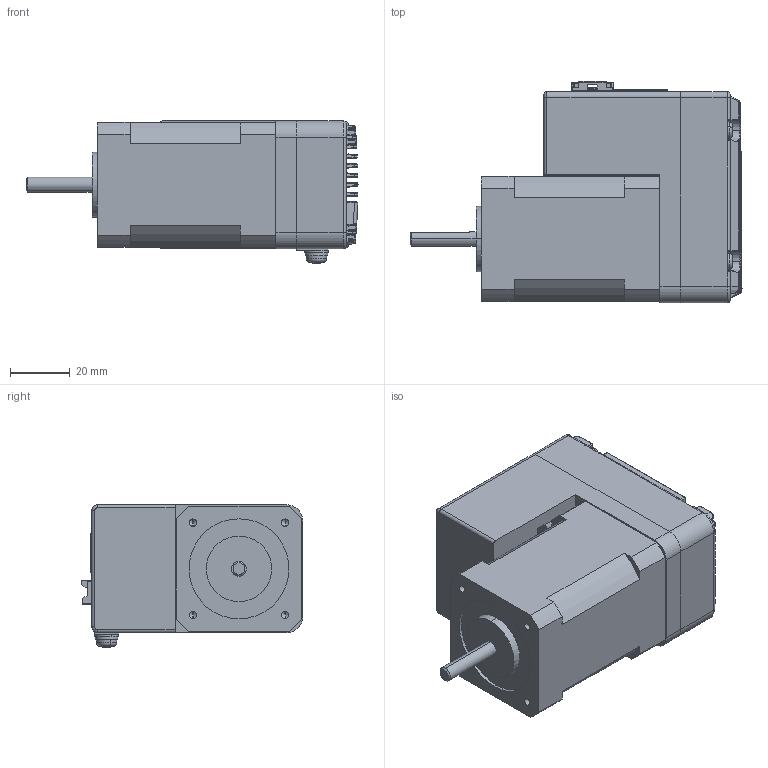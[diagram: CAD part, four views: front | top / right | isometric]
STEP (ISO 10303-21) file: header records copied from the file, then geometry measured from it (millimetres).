
FILE_DESCRIPTION (( 'STEP AP203' ), '1' );
FILE_NAME ('P119-MO-042-06-R01.STEP', '2020-04-28T11:19:14', ( '' ), ( '' ), 'SwSTEP 2.0', 'SolidWorks 2018', '' );
FILE_SCHEMA (( 'CONFIG_CONTROL_DESIGN' ));
Length unit declared in the file: millimetre
Products named in the file (29): 877601016; 5016451220; 42EC-PCB2-01; 09455511103_100183220MOD000B; small circular plain washer_jis_JIS B 1256 Small circular 4; M119-EC-042-01-R00; spring lock washer_2_jis_JIS B 1251 No.2 4; pan cross head_ks_KS 1023 PC- M4 x 6-N; M117-MO-042-04-R01_湀_; M119-EC-042-04-R00; 瞪錳薄樓醴喀攪-4; P119-MO-042-06-R01; sams; 瞪錳薄樓醴喀攪-1; 20PS-JMCS-G-1B-TF(N); pan cross head_ks_KS 1023 PC- M3 x 25-N; 瞪錳薄樓醴喀攪-5; KMG; 791091004; 42EC-PCB4-03; 瞪錳蕾樓攪喀攪; 瞪錳薄樓醴喀攪-3; M119-EC-042-02-R02; 瞪錳薄樓醴喀攪-2; 20R-JMCS-G-B-TF(NSA); 42EC-PCB1-01; pan cross head_ks_KS 1023 PC- M3 x 20-N; M119-EC-042-05-R00; 42EC-PCB5-03
Assembly tree (35 placements, depth 3):
  P119-MO-042-06-R01
    M119-EC-042-02-R02
    pan cross head_ks_KS 1023 PC- M3 x 20-N  x2
    pan cross head_ks_KS 1023 PC- M3 x 25-N  x2
    42EC-PCB5-03
    42EC-PCB1-01
    M119-EC-042-01-R00
    M119-EC-042-04-R00
    42EC-PCB2-01
    瞪錳蕾樓攪喀攪
      瞪錳薄樓醴喀攪-1
      瞪錳薄樓醴喀攪-2
      瞪錳薄樓醴喀攪-3
      瞪錳薄樓醴喀攪-4
      瞪錳薄樓醴喀攪-5
    09455511103_100183220MOD000B  x2
    5016451220
    42EC-PCB4-03
    20PS-JMCS-G-1B-TF(N)  x2
    20R-JMCS-G-B-TF(NSA)  x2
    KMG
    791091004  x2
    877601016  x2
    M119-EC-042-05-R00
    M117-MO-042-04-R01_湀_
    sams
      small circular plain washer_jis_JIS B 1256 Small circular 4
      spring lock washer_2_jis_JIS B 1251 No.2 4
      pan cross head_ks_KS 1023 PC- M4 x 6-N
Bounding box: 111.6 x 74.6 x 47.84 mm (x, y, z)
Volume: 157283.3 mm3; surface area: 81934.3 mm2
Topology: 33 solids, 33 shells, 5434 faces, 14613 edges, 9294 vertices
Faces by surface type: plane 3922, cylinder 1051, bspline 231, cone 98, sphere 75, torus 57
Entity records: 118831 total; most frequent: CARTESIAN_POINT 26930, ORIENTED_EDGE 19100, DIRECTION 17517, EDGE_CURVE 9550, LINE 7141, VECTOR 7141, VERTEX_POINT 6049, AXIS2_PLACEMENT_3D 5188
